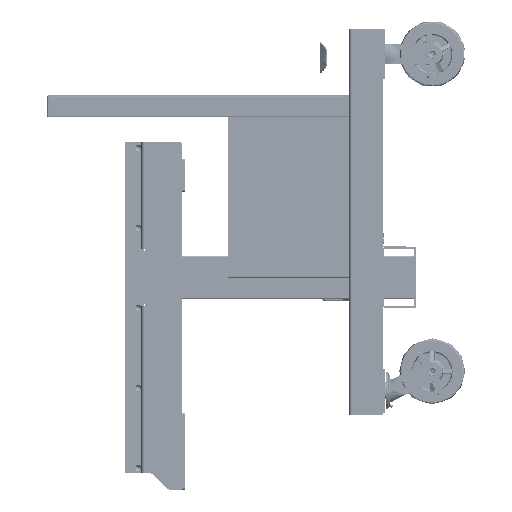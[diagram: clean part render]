
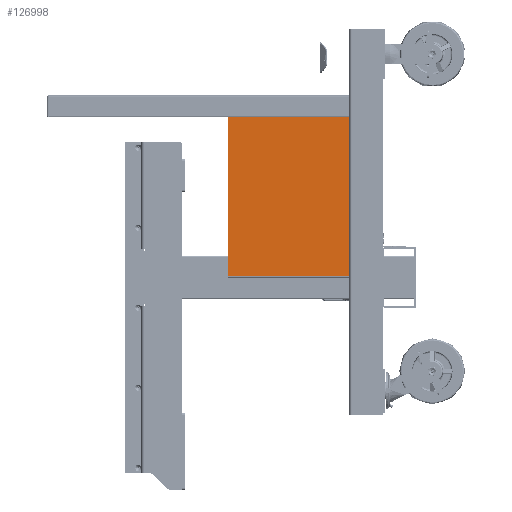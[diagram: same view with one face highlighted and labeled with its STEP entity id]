
A CAD part, left-side view. The second image highlights one B-rep face of the part: STEP entity #126998.
In plain terms, the highlighted planar face has unit normal (-1, 0, 0).
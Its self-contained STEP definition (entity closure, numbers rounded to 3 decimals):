
#2580 = ORIENTED_EDGE ( 'NONE', *, *, #25094, .T. ) ;
#17309 = CARTESIAN_POINT ( 'NONE',  ( 23.925, -202.275, 320.08 ) ) ;
#22867 = FACE_OUTER_BOUND ( 'NONE', #330732, .T. ) ;
#25094 = EDGE_CURVE ( 'NONE', #237951, #264365, #310018, .T. ) ;
#25950 = CARTESIAN_POINT ( 'NONE',  ( 23.925, -202.275, 320.08 ) ) ;
#32107 = VECTOR ( 'NONE', #143380, 1000. ) ;
#36223 = ORIENTED_EDGE ( 'NONE', *, *, #66183, .T. ) ;
#43552 = ORIENTED_EDGE ( 'NONE', *, *, #195298, .T. ) ;
#66183 = EDGE_CURVE ( 'NONE', #243246, #237951, #86031, .T. ) ;
#72883 = LINE ( 'NONE', #230290, #193922 ) ;
#85511 = ORIENTED_EDGE ( 'NONE', *, *, #131710, .T. ) ;
#86031 = LINE ( 'NONE', #17309, #239922 ) ;
#126998 = ADVANCED_FACE ( 'NONE', ( #22867 ), #213901, .T. ) ;
#131710 = EDGE_CURVE ( 'NONE', #264365, #144746, #199917, .T. ) ;
#143380 = DIRECTION ( 'NONE',  ( 0., 0., 1. ) ) ;
#144746 = VERTEX_POINT ( 'NONE', #311381 ) ;
#186077 = CARTESIAN_POINT ( 'NONE',  ( 23.925, -481.675, 685.7 ) ) ;
#193922 = VECTOR ( 'NONE', #281253, 1000. ) ;
#195298 = EDGE_CURVE ( 'NONE', #144746, #243246, #72883, .T. ) ;
#199917 = LINE ( 'NONE', #224031, #254127 ) ;
#202993 = DIRECTION ( 'NONE',  ( 0., -1., 0. ) ) ;
#213901 = PLANE ( 'NONE',  #256369 ) ;
#215039 = CARTESIAN_POINT ( 'NONE',  ( 23.925, -341.975, 501.06 ) ) ;
#224031 = CARTESIAN_POINT ( 'NONE',  ( 23.925, -481.675, 685.7 ) ) ;
#226339 = DIRECTION ( 'NONE',  ( 0., 1., 0. ) ) ;
#230290 = CARTESIAN_POINT ( 'NONE',  ( 23.925, -202.275, 685.7 ) ) ;
#237951 = VERTEX_POINT ( 'NONE', #329487 ) ;
#239922 = VECTOR ( 'NONE', #202993, 1000. ) ;
#243246 = VERTEX_POINT ( 'NONE', #25950 ) ;
#254127 = VECTOR ( 'NONE', #226339, 1000. ) ;
#256369 = AXIS2_PLACEMENT_3D ( 'NONE', #215039, #269642, #296087 ) ;
#264365 = VERTEX_POINT ( 'NONE', #186077 ) ;
#269642 = DIRECTION ( 'NONE',  ( -1., 0., 0. ) ) ;
#281253 = DIRECTION ( 'NONE',  ( 0., 0., -1. ) ) ;
#296087 = DIRECTION ( 'NONE',  ( 0., 0., -1. ) ) ;
#310018 = LINE ( 'NONE', #329113, #32107 ) ;
#311381 = CARTESIAN_POINT ( 'NONE',  ( 23.925, -202.275, 685.7 ) ) ;
#329113 = CARTESIAN_POINT ( 'NONE',  ( 23.925, -481.675, 685.7 ) ) ;
#329487 = CARTESIAN_POINT ( 'NONE',  ( 23.925, -481.675, 320.08 ) ) ;
#330732 = EDGE_LOOP ( 'NONE', ( #43552, #36223, #2580, #85511 ) ) ;
